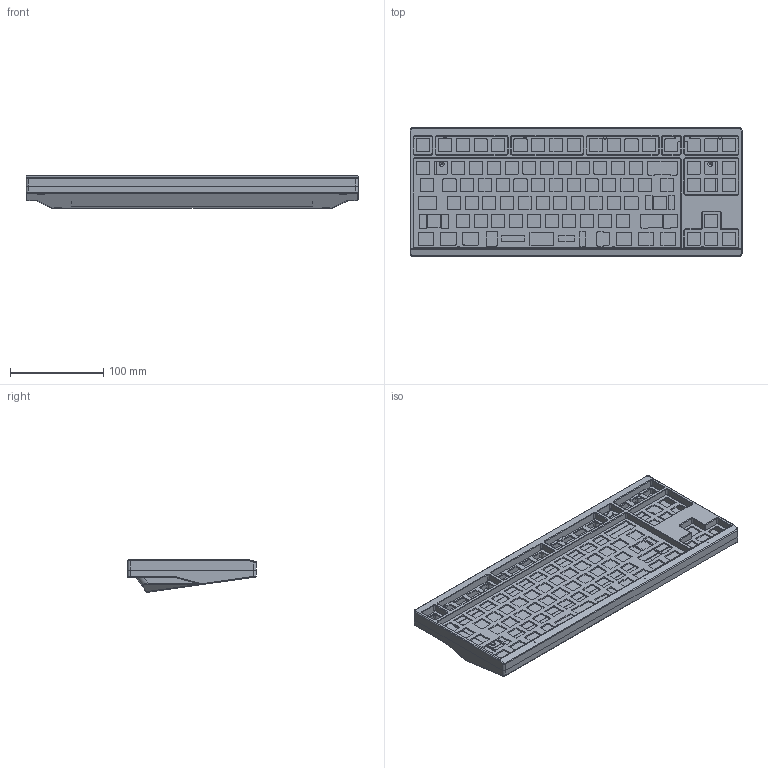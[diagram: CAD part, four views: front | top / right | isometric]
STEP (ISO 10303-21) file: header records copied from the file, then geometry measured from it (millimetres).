
FILE_DESCRIPTION(/* description */ (''),/* implementation_level */ '2;1');
FILE_NAME(/* name */ 'twilight v2.step',/* time_stamp */ '2023-01-01T01:38:41-05:00',/* author */ (''),/* organization */ (''),/* preprocessor_version */ 'ST-DEVELOPER v19.2',/* originating_system */ 'Autodesk Translation Framework v11.17.0.187',/* authorisation */ '');
FILE_SCHEMA (('AUTOMOTIVE_DESIGN { 1 0 10303 214 3 1 1 }'));
Length unit declared in the file: millimetre
Products named in the file (1): twilight
Bounding box: 356.21 x 138.01 x 34.98 mm (x, y, z)
Volume: 583383.3 mm3; surface area: 247677.4 mm2
Topology: 4 solids, 4 shells, 1466 faces, 4155 edges, 2713 vertices
Faces by surface type: plane 699, cylinder 666, cone 75, bspline 16, torus 10
Full cylindrical faces by diameter (mm): 2.075 x11, 2.529 x8, 2.7 x4, 3.2 x8, 3.8 x4, 4 x4, 6 x8, 7.5 x2, 8.5 x2
Entity records: 48412 total; most frequent: CARTESIAN_POINT 8712, DIRECTION 8418, ORIENTED_EDGE 8272, EDGE_CURVE 4136, AXIS2_PLACEMENT_3D 2851, LINE 2716, VECTOR 2716, VERTEX_POINT 2713
